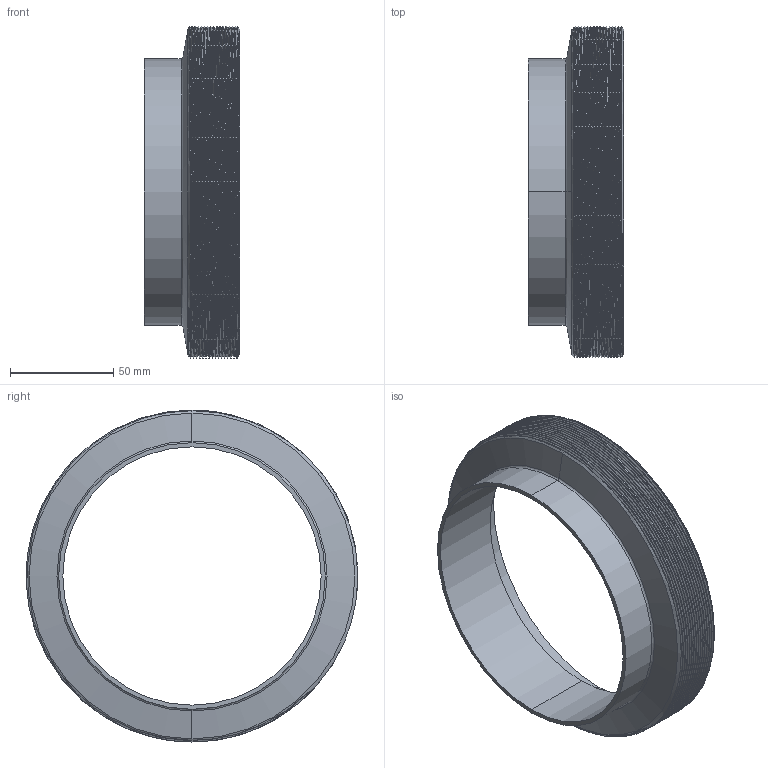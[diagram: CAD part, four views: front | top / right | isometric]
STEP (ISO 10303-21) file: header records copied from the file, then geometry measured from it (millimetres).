
FILE_DESCRIPTION (( 'STEP AP203' ), '1' );
FILE_NAME ('3D-M2010P_129x2_174072060.STEP', '2024-09-05T06:26:45', ( '' ), ( '' ), 'SwSTEP 2.0', 'SolidWorks 2024', '' );
FILE_SCHEMA (( 'CONFIG_CONTROL_DESIGN' ));
Length unit declared in the file: millimetre
Products named in the file (1): 3D-M2010P_129x2_174072060
Bounding box: 46 x 160.53 x 160.63 mm (x, y, z)
Volume: 168875.4 mm3; surface area: 63395.9 mm2
Topology: 1 solids, 1 shells, 57 faces, 151 edges, 98 vertices
Faces by surface type: cylinder 40, cone 8, plane 4, bspline 3, torus 2
Entity records: 4912 total; most frequent: CARTESIAN_POINT 3619, ORIENTED_EDGE 302, DIRECTION 213, EDGE_CURVE 151, VERTEX_POINT 98, AXIS2_PLACEMENT_3D 83, EDGE_LOOP 61, FACE_OUTER_BOUND 57
